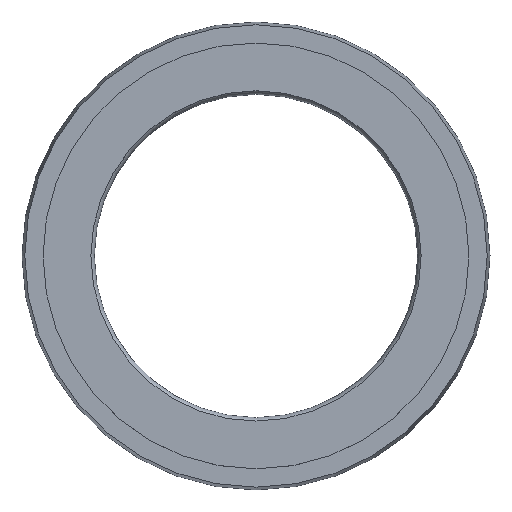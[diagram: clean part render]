
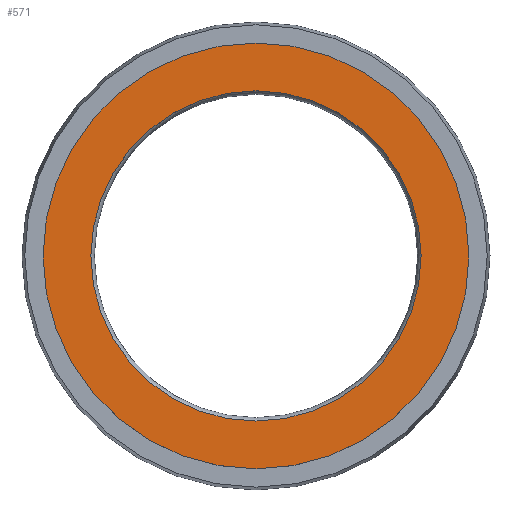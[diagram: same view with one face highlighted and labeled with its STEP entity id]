
A CAD part, top view. The second image highlights one B-rep face of the part: STEP entity #571.
In plain terms, the highlighted planar face has unit normal (0, 0, 1).
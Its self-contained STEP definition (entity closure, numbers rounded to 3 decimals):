
#8 = DIRECTION ( 'NONE',  ( 0., 0., 1. ) ) ;
#9 = ORIENTED_EDGE ( 'NONE', *, *, #364, .T. ) ;
#12 = DIRECTION ( 'NONE',  ( 1., 0., 0. ) ) ;
#18 = PLANE ( 'NONE',  #68 ) ;
#26 = ORIENTED_EDGE ( 'NONE', *, *, #340, .F. ) ;
#62 = CARTESIAN_POINT ( 'NONE',  ( 0., 0., 0. ) ) ;
#68 = AXIS2_PLACEMENT_3D ( 'NONE', #232, #180, #613 ) ;
#96 = EDGE_LOOP ( 'NONE', ( #470, #9 ) ) ;
#103 = DIRECTION ( 'NONE',  ( 1., 0., 0. ) ) ;
#111 = AXIS2_PLACEMENT_3D ( 'NONE', #595, #359, #103 ) ;
#116 = VERTEX_POINT ( 'NONE', #631 ) ;
#134 = EDGE_LOOP ( 'NONE', ( #625, #26 ) ) ;
#149 = CIRCLE ( 'NONE', #234, 11.75 ) ;
#165 = DIRECTION ( 'NONE',  ( 0., 0., 1. ) ) ;
#179 = EDGE_CURVE ( 'NONE', #512, #575, #149, .T. ) ;
#180 = DIRECTION ( 'NONE',  ( 0., 0., -1. ) ) ;
#226 = EDGE_CURVE ( 'NONE', #616, #116, #565, .T. ) ;
#232 = CARTESIAN_POINT ( 'NONE',  ( 0., 0., 0. ) ) ;
#234 = AXIS2_PLACEMENT_3D ( 'NONE', #254, #309, #306 ) ;
#254 = CARTESIAN_POINT ( 'NONE',  ( 0., 0., 0. ) ) ;
#306 = DIRECTION ( 'NONE',  ( 1., 0., 0. ) ) ;
#309 = DIRECTION ( 'NONE',  ( 0., 0., 1. ) ) ;
#336 = AXIS2_PLACEMENT_3D ( 'NONE', #454, #165, #12 ) ;
#340 = EDGE_CURVE ( 'NONE', #575, #512, #397, .T. ) ;
#359 = DIRECTION ( 'NONE',  ( 0., 0., 1. ) ) ;
#361 = DIRECTION ( 'NONE',  ( 1., 0., 0. ) ) ;
#364 = EDGE_CURVE ( 'NONE', #116, #616, #588, .T. ) ;
#382 = AXIS2_PLACEMENT_3D ( 'NONE', #62, #8, #361 ) ;
#397 = CIRCLE ( 'NONE', #382, 11.75 ) ;
#424 = CARTESIAN_POINT ( 'NONE',  ( 15.15, 0., 0. ) ) ;
#444 = FACE_BOUND ( 'NONE', #134, .T. ) ;
#454 = CARTESIAN_POINT ( 'NONE',  ( 0., 0., 0. ) ) ;
#467 = CARTESIAN_POINT ( 'NONE',  ( 11.75, 0., 0. ) ) ;
#470 = ORIENTED_EDGE ( 'NONE', *, *, #226, .T. ) ;
#512 = VERTEX_POINT ( 'NONE', #467 ) ;
#565 = CIRCLE ( 'NONE', #111, 15.15 ) ;
#566 = CARTESIAN_POINT ( 'NONE',  ( -11.75, 0., 0. ) ) ;
#571 = ADVANCED_FACE ( 'NONE', ( #444, #579 ), #18, .F. ) ;
#575 = VERTEX_POINT ( 'NONE', #566 ) ;
#579 = FACE_OUTER_BOUND ( 'NONE', #96, .T. ) ;
#588 = CIRCLE ( 'NONE', #336, 15.15 ) ;
#595 = CARTESIAN_POINT ( 'NONE',  ( 0., 0., 0. ) ) ;
#613 = DIRECTION ( 'NONE',  ( -1., 0., 0. ) ) ;
#616 = VERTEX_POINT ( 'NONE', #424 ) ;
#625 = ORIENTED_EDGE ( 'NONE', *, *, #179, .F. ) ;
#631 = CARTESIAN_POINT ( 'NONE',  ( -15.15, 0., 0. ) ) ;
